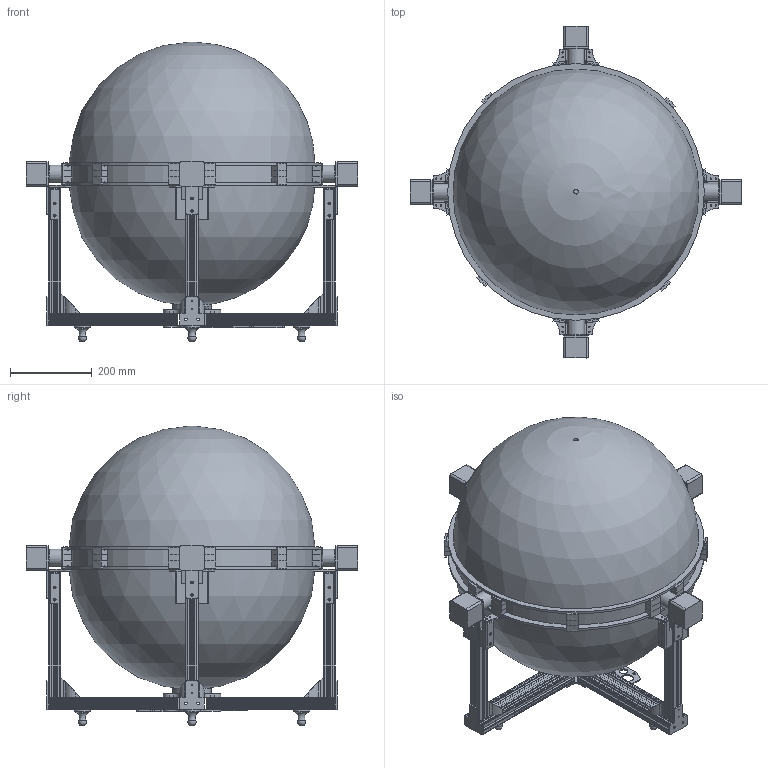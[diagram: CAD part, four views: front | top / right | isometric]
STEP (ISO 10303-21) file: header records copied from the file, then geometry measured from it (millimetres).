
FILE_DESCRIPTION(('FreeCAD Model'),'2;1');
FILE_NAME('Open CASCADE Shape Model','2021-06-01T01:19:27',('Author'),( ''),'Open CASCADE STEP processor 7.5','FreeCAD','Unknown');
FILE_SCHEMA(('AUTOMOTIVE_DESIGN { 1 0 10303 214 1 1 1 1 }'));
Length unit declared in the file: millimetre
Products named in the file (140): as_ma; Model; LCS_Origin; MainPlate; LCS_0; Body; LCS_1; LCS_2; LCS_3; LCS_4; LCS_5; LCS_6; LCS_7; LCS_8; LCS_9; LCS_10; LowerArm; Plane_1; Plane_2; LowerHemHolder; Cut; LCS_2001; LCS_2002; LCS_2003; Post; ChillPlate; Baffel; foot; ECaseFloor; ECaseRiser; LowerMainPlate; SwitchBracket; CameraMountB; Camera; VertProfile; LightWedge; HorUpperHolderB; HemUpperMount; EndBrace; Hemesphere ...
Assembly tree (157 placements, depth 6):
  as_ma
    Model
      LCS_Origin
      Model
        LCS_Origin
        MainPlate
          LCS_0
          Body
          LCS_1
          LCS_2
          LCS_3
          LCS_4
          LCS_5
          LCS_6
          LCS_7
          LCS_8
          LCS_9
          LCS_10
        LowerArm  x4
          LCS_0
          Body
          Plane_1
          LCS_6
          Plane_2
          LCS_9
          LCS_10
          LCS_1
          LCS_2
        LowerHemHolder
          LCS_0
          Cut
          LCS_1
        LCS_2
        LCS_2001
        LCS_2002
        LCS_2003
        LCS_0
        Post
          LCS_0
          Body
          LCS_1
        ChillPlate
          LCS_0
          Body
        LCS_1
        Baffel
          LCS_0
          Body
        foot  x4
          LCS_0
          Body
        ECaseFloor
          LCS_0
          LCS_1
          LCS_2
          Body
        ECaseRiser
          LCS_0
          Body
          LCS_1
Bounding box: 810.2 x 810.2 x 731.39 mm (x, y, z)
Volume: 11337987.1 mm3; surface area: 4217896.3 mm2
Topology: 96 solids, 96 shells, 3239 faces, 8751 edges, 5818 vertices
Faces by surface type: plane 1702, cylinder 1482, cone 42, sphere 9, revolution 4
Full cylindrical faces by diameter (mm): 2.5 x31, 3.5 x188, 4 x20, 4.5 x28, 5 x5, 5.2 x1, 6 x16, 6.2 x24, 6.5 x26, 7 x52, 10 x2, 10.4 x1, 11 x11, 20 x1, 20.4 x1, 30 x1, 32 x4, 40 x8, 42 x4, 60 x1, 70 x1, 75 x1, 95 x1, 626.48 x2
Entity records: 69295 total; most frequent: CARTESIAN_POINT 18530, DIRECTION 9467, LINE 5385, VECTOR 5385, ORIENTED_EDGE 4744, PCURVE 4744, DEFINITIONAL_REPRESENTATION 4744, EDGE_CURVE 2372
